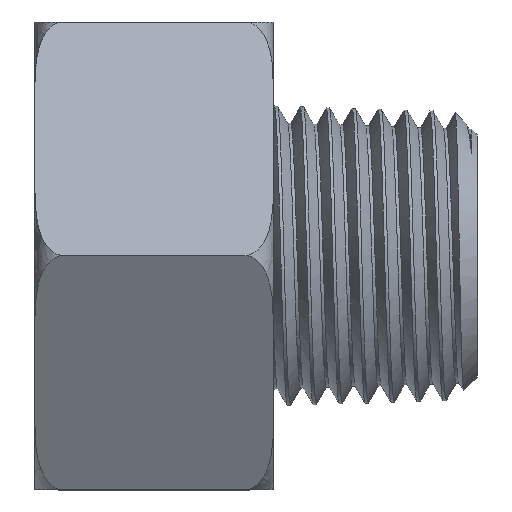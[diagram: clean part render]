
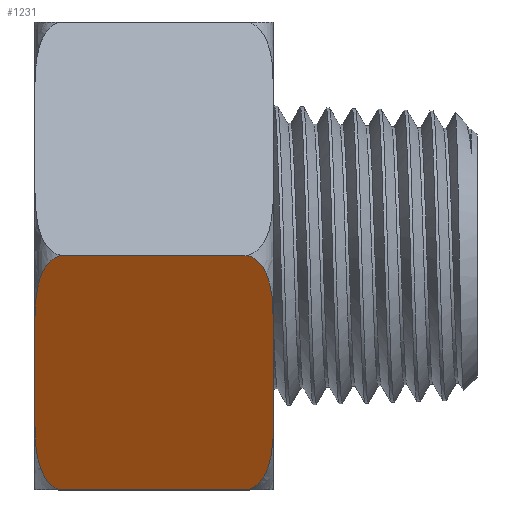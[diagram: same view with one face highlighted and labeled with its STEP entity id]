
A CAD part, top view. The second image highlights one B-rep face of the part: STEP entity #1231.
In plain terms, the highlighted face is planar.
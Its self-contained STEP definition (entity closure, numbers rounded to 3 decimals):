
#99=B_SPLINE_CURVE_WITH_KNOTS('',3,(#1996,#1997,#1998,#1999,#2000,#2001,
#2002,#2003,#2004,#2005,#2006,#2007,#2008,#2009,#2010,#2011,#2012,#2013,
#2014,#2015),.UNSPECIFIED.,.F.,.F.,(4,2,2,2,2,2,2,2,2,4),(23.25,
24.774,26.298,26.957,27.616,28.013,
28.41,28.554,28.697,28.766),
 .UNSPECIFIED.);
#100=B_SPLINE_CURVE_WITH_KNOTS('',3,(#2018,#2019,#2020,#2021,#2022,#2023,
#2024,#2025,#2026,#2027,#2028,#2029,#2030,#2031,#2032,#2033,#2034,#2035,
#2036,#2037),.UNSPECIFIED.,.F.,.F.,(4,2,2,2,2,2,2,2,2,4),(9.843,
9.912,10.055,10.199,10.596,10.993,
11.652,12.311,13.835,15.359),
 .UNSPECIFIED.);
#101=B_SPLINE_CURVE_WITH_KNOTS('',3,(#2038,#2039,#2040,#2041,#2042,#2043,
#2044,#2045,#2046,#2047,#2048,#2049,#2050,#2051,#2052,#2053,#2054,#2055,
#2056,#2057,#2058,#2059),.UNSPECIFIED.,.F.,.F.,(4,2,2,2,2,2,2,2,2,2,4),
(23.25,24.774,26.298,26.957,27.616,
28.013,28.41,28.554,28.697,28.827,
28.957),.UNSPECIFIED.);
#102=B_SPLINE_CURVE_WITH_KNOTS('',3,(#2061,#2062,#2063,#2064,#2065,#2066,
#2067,#2068,#2069,#2070,#2071,#2072,#2073,#2074,#2075,#2076,#2077,#2078,
#2079,#2080,#2081,#2082),.UNSPECIFIED.,.F.,.F.,(4,2,2,2,2,2,2,2,2,2,4),
(9.652,9.782,9.912,10.055,10.199,
10.596,10.993,11.652,12.311,13.835,
15.359),.UNSPECIFIED.);
#206=FACE_OUTER_BOUND('',#277,.T.);
#277=EDGE_LOOP('',(#858,#859,#860,#861,#862,#863,#864,#865));
#376=LINE('',#1653,#433);
#378=LINE('',#1786,#435);
#384=LINE('',#2017,#441);
#385=LINE('',#2083,#442);
#433=VECTOR('',#1410,1.);
#435=VECTOR('',#1418,1.);
#441=VECTOR('',#1430,1.);
#442=VECTOR('',#1431,1.);
#495=VERTEX_POINT('',#1650);
#496=VERTEX_POINT('',#1652);
#504=VERTEX_POINT('',#1762);
#505=VERTEX_POINT('',#1785);
#515=VERTEX_POINT('',#1994);
#516=VERTEX_POINT('',#1995);
#517=VERTEX_POINT('',#2016);
#518=VERTEX_POINT('',#2060);
#629=EDGE_CURVE('',#496,#495,#376,.T.);
#638=EDGE_CURVE('',#505,#504,#378,.T.);
#654=EDGE_CURVE('',#515,#516,#99,.T.);
#655=EDGE_CURVE('',#516,#517,#384,.T.);
#656=EDGE_CURVE('',#517,#496,#100,.T.);
#657=EDGE_CURVE('',#495,#505,#101,.T.);
#658=EDGE_CURVE('',#504,#518,#102,.T.);
#659=EDGE_CURVE('',#518,#515,#385,.T.);
#858=ORIENTED_EDGE('',*,*,#654,.T.);
#859=ORIENTED_EDGE('',*,*,#655,.T.);
#860=ORIENTED_EDGE('',*,*,#656,.T.);
#861=ORIENTED_EDGE('',*,*,#629,.T.);
#862=ORIENTED_EDGE('',*,*,#657,.T.);
#863=ORIENTED_EDGE('',*,*,#638,.T.);
#864=ORIENTED_EDGE('',*,*,#658,.T.);
#865=ORIENTED_EDGE('',*,*,#659,.T.);
#1220=PLANE('',#1311);
#1231=ADVANCED_FACE('',(#206),#1220,.T.);
#1311=AXIS2_PLACEMENT_3D('',#1993,#1428,#1429);
#1410=DIRECTION('',(0.,0.5,-0.866));
#1418=DIRECTION('',(-1.,0.,0.));
#1428=DIRECTION('center_axis',(0.,0.866,0.5));
#1429=DIRECTION('ref_axis',(0.,-0.5,0.866));
#1430=DIRECTION('',(1.,0.,0.));
#1431=DIRECTION('',(0.,-0.5,0.866));
#1650=CARTESIAN_POINT('',(16.682,16.258,4.54));
#1652=CARTESIAN_POINT('',(16.682,12.051,11.828));
#1653=CARTESIAN_POINT('',(16.682,16.517,4.092));
#1762=CARTESIAN_POINT('',(2.,18.879,0.));
#1785=CARTESIAN_POINT('',(14.682,18.879,0.));
#1786=CARTESIAN_POINT('',(8.341,18.879,0.));
#1993=CARTESIAN_POINT('Origin',(0.,18.879,0.));
#1994=CARTESIAN_POINT('',(0.,12.051,11.828));
#1995=CARTESIAN_POINT('',(1.797,9.44,16.35));
#1996=CARTESIAN_POINT('Ctrl Pts',(0.,12.051,11.828));
#1997=CARTESIAN_POINT('Ctrl Pts',(0.,11.797,12.268));
#1998=CARTESIAN_POINT('Ctrl Pts',(0.012,11.517,12.751));
#1999=CARTESIAN_POINT('Ctrl Pts',(0.103,10.963,13.712));
#2000=CARTESIAN_POINT('Ctrl Pts',(0.183,10.688,14.188));
#2001=CARTESIAN_POINT('Ctrl Pts',(0.368,10.336,14.798));
#2002=CARTESIAN_POINT('Ctrl Pts',(0.44,10.221,14.997));
#2003=CARTESIAN_POINT('Ctrl Pts',(0.622,9.999,15.382));
#2004=CARTESIAN_POINT('Ctrl Pts',(0.732,9.892,15.567));
#2005=CARTESIAN_POINT('Ctrl Pts',(0.929,9.746,15.82));
#2006=CARTESIAN_POINT('Ctrl Pts',(1.018,9.689,15.919));
#2007=CARTESIAN_POINT('Ctrl Pts',(1.22,9.586,16.096));
#2008=CARTESIAN_POINT('Ctrl Pts',(1.333,9.541,16.174));
#2009=CARTESIAN_POINT('Ctrl Pts',(1.488,9.496,16.253));
#2010=CARTESIAN_POINT('Ctrl Pts',(1.535,9.484,16.274));
#2011=CARTESIAN_POINT('Ctrl Pts',(1.632,9.463,16.31));
#2012=CARTESIAN_POINT('Ctrl Pts',(1.681,9.454,16.324));
#2013=CARTESIAN_POINT('Ctrl Pts',(1.749,9.445,16.341));
#2014=CARTESIAN_POINT('Ctrl Pts',(1.773,9.442,16.346));
#2015=CARTESIAN_POINT('Ctrl Pts',(1.797,9.44,16.35));
#2016=CARTESIAN_POINT('',(14.885,9.44,16.35));
#2017=CARTESIAN_POINT('',(0.,9.44,16.35));
#2018=CARTESIAN_POINT('Ctrl Pts',(14.885,9.44,16.35));
#2019=CARTESIAN_POINT('Ctrl Pts',(14.909,9.442,16.346));
#2020=CARTESIAN_POINT('Ctrl Pts',(14.932,9.445,16.341));
#2021=CARTESIAN_POINT('Ctrl Pts',(15.001,9.454,16.324));
#2022=CARTESIAN_POINT('Ctrl Pts',(15.05,9.463,16.31));
#2023=CARTESIAN_POINT('Ctrl Pts',(15.147,9.484,16.274));
#2024=CARTESIAN_POINT('Ctrl Pts',(15.193,9.496,16.253));
#2025=CARTESIAN_POINT('Ctrl Pts',(15.349,9.541,16.174));
#2026=CARTESIAN_POINT('Ctrl Pts',(15.462,9.586,16.096));
#2027=CARTESIAN_POINT('Ctrl Pts',(15.664,9.689,15.919));
#2028=CARTESIAN_POINT('Ctrl Pts',(15.753,9.746,15.82));
#2029=CARTESIAN_POINT('Ctrl Pts',(15.95,9.892,15.567));
#2030=CARTESIAN_POINT('Ctrl Pts',(16.06,9.999,15.382));
#2031=CARTESIAN_POINT('Ctrl Pts',(16.241,10.221,14.997));
#2032=CARTESIAN_POINT('Ctrl Pts',(16.314,10.336,14.798));
#2033=CARTESIAN_POINT('Ctrl Pts',(16.499,10.688,14.188));
#2034=CARTESIAN_POINT('Ctrl Pts',(16.579,10.963,13.712));
#2035=CARTESIAN_POINT('Ctrl Pts',(16.67,11.517,12.751));
#2036=CARTESIAN_POINT('Ctrl Pts',(16.682,11.797,12.268));
#2037=CARTESIAN_POINT('Ctrl Pts',(16.682,12.051,11.828));
#2038=CARTESIAN_POINT('Ctrl Pts',(16.682,16.258,4.54));
#2039=CARTESIAN_POINT('Ctrl Pts',(16.682,16.512,4.1));
#2040=CARTESIAN_POINT('Ctrl Pts',(16.67,16.791,3.616));
#2041=CARTESIAN_POINT('Ctrl Pts',(16.579,17.346,2.656));
#2042=CARTESIAN_POINT('Ctrl Pts',(16.499,17.621,2.18));
#2043=CARTESIAN_POINT('Ctrl Pts',(16.314,17.973,1.57));
#2044=CARTESIAN_POINT('Ctrl Pts',(16.241,18.088,1.371));
#2045=CARTESIAN_POINT('Ctrl Pts',(16.06,18.31,0.986));
#2046=CARTESIAN_POINT('Ctrl Pts',(15.95,18.417,0.801));
#2047=CARTESIAN_POINT('Ctrl Pts',(15.753,18.563,0.548));
#2048=CARTESIAN_POINT('Ctrl Pts',(15.664,18.62,0.449));
#2049=CARTESIAN_POINT('Ctrl Pts',(15.462,18.723,0.271));
#2050=CARTESIAN_POINT('Ctrl Pts',(15.349,18.768,0.194));
#2051=CARTESIAN_POINT('Ctrl Pts',(15.193,18.813,0.115));
#2052=CARTESIAN_POINT('Ctrl Pts',(15.147,18.825,0.094));
#2053=CARTESIAN_POINT('Ctrl Pts',(15.05,18.846,0.058));
#2054=CARTESIAN_POINT('Ctrl Pts',(15.001,18.854,0.043));
#2055=CARTESIAN_POINT('Ctrl Pts',(14.913,18.866,0.022));
#2056=CARTESIAN_POINT('Ctrl Pts',(14.866,18.871,0.014));
#2057=CARTESIAN_POINT('Ctrl Pts',(14.773,18.878,0.003));
#2058=CARTESIAN_POINT('Ctrl Pts',(14.725,18.879,0.));
#2059=CARTESIAN_POINT('Ctrl Pts',(14.682,18.879,0.));
#2060=CARTESIAN_POINT('',(0.,16.258,4.54));
#2061=CARTESIAN_POINT('Ctrl Pts',(2.,18.879,0.));
#2062=CARTESIAN_POINT('Ctrl Pts',(1.957,18.879,0.));
#2063=CARTESIAN_POINT('Ctrl Pts',(1.909,18.878,0.003));
#2064=CARTESIAN_POINT('Ctrl Pts',(1.815,18.871,0.014));
#2065=CARTESIAN_POINT('Ctrl Pts',(1.769,18.866,0.022));
#2066=CARTESIAN_POINT('Ctrl Pts',(1.681,18.854,0.043));
#2067=CARTESIAN_POINT('Ctrl Pts',(1.632,18.846,0.058));
#2068=CARTESIAN_POINT('Ctrl Pts',(1.535,18.825,0.094));
#2069=CARTESIAN_POINT('Ctrl Pts',(1.488,18.813,0.115));
#2070=CARTESIAN_POINT('Ctrl Pts',(1.333,18.768,0.194));
#2071=CARTESIAN_POINT('Ctrl Pts',(1.22,18.723,0.271));
#2072=CARTESIAN_POINT('Ctrl Pts',(1.018,18.62,0.449));
#2073=CARTESIAN_POINT('Ctrl Pts',(0.929,18.563,0.548));
#2074=CARTESIAN_POINT('Ctrl Pts',(0.732,18.417,0.801));
#2075=CARTESIAN_POINT('Ctrl Pts',(0.622,18.31,0.986));
#2076=CARTESIAN_POINT('Ctrl Pts',(0.44,18.088,1.371));
#2077=CARTESIAN_POINT('Ctrl Pts',(0.368,17.973,1.57));
#2078=CARTESIAN_POINT('Ctrl Pts',(0.183,17.621,2.18));
#2079=CARTESIAN_POINT('Ctrl Pts',(0.103,17.346,2.656));
#2080=CARTESIAN_POINT('Ctrl Pts',(0.012,16.791,3.616));
#2081=CARTESIAN_POINT('Ctrl Pts',(0.,16.512,4.1));
#2082=CARTESIAN_POINT('Ctrl Pts',(0.,16.258,4.54));
#2083=CARTESIAN_POINT('',(0.,16.517,4.092));
